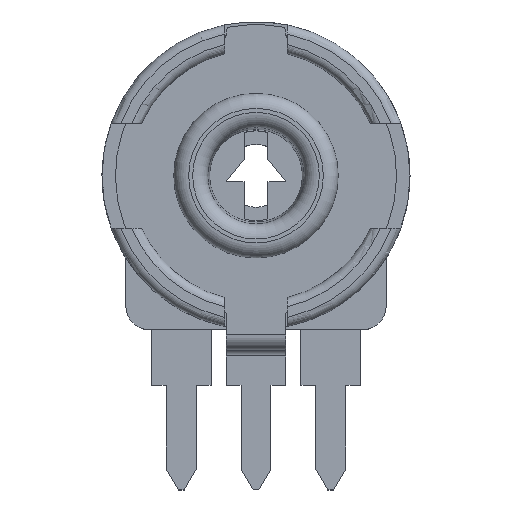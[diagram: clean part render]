
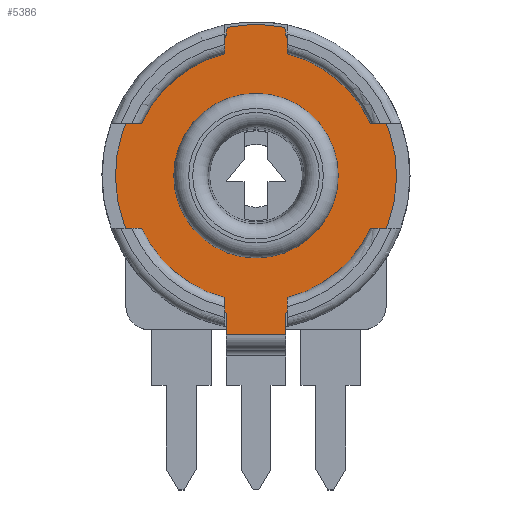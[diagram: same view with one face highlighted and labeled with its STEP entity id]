
A CAD part, top view. The second image highlights one B-rep face of the part: STEP entity #5386.
In plain terms, the highlighted planar face has unit normal (0, 0, 1).
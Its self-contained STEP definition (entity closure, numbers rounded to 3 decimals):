
#53 = AXIS2_PLACEMENT_3D ( 'NONE', #11957, #561, #5054 ) ;
#99 = CARTESIAN_POINT ( 'NONE',  ( 0., 0., 0.3 ) ) ;
#151 = EDGE_LOOP ( 'NONE', ( #8589, #7862, #8133, #4637, #1164, #7899, #10582, #5161, #1169, #3634, #5194, #3979 ) ) ;
#323 = LINE ( 'NONE', #5159, #7697 ) ;
#382 = CARTESIAN_POINT ( 'NONE',  ( 0., 0., 0.3 ) ) ;
#561 = DIRECTION ( 'NONE',  ( 0., 0., -1. ) ) ;
#649 = CIRCLE ( 'NONE', #3815, 5.05 ) ;
#681 = CARTESIAN_POINT ( 'NONE',  ( 2.6, 0., 0.3 ) ) ;
#1118 = EDGE_CURVE ( 'NONE', #2020, #12239, #12604, .T. ) ;
#1119 = DIRECTION ( 'NONE',  ( 1., 0., 0. ) ) ;
#1164 = ORIENTED_EDGE ( 'NONE', *, *, #2751, .T. ) ;
#1169 = ORIENTED_EDGE ( 'NONE', *, *, #12246, .T. ) ;
#1566 = VECTOR ( 'NONE', #2600, 1000. ) ;
#1650 = EDGE_CURVE ( 'NONE', #3249, #8290, #10566, .T. ) ;
#1672 = DIRECTION ( 'NONE',  ( 1., 0., 0. ) ) ;
#1871 = CARTESIAN_POINT ( 'NONE',  ( -0.859, 4.976, 0.3 ) ) ;
#2020 = VERTEX_POINT ( 'NONE', #4723 ) ;
#2203 = CARTESIAN_POINT ( 'NONE',  ( 0.83, 4.809, 0.3 ) ) ;
#2208 = CARTESIAN_POINT ( 'NONE',  ( -1.17, 4.727, 0.3 ) ) ;
#2267 = CARTESIAN_POINT ( 'NONE',  ( -0.83, 4.809, 0.3 ) ) ;
#2316 = DIRECTION ( 'NONE',  ( -1., 0., 0. ) ) ;
#2600 = DIRECTION ( 'NONE',  ( -1., 0., 0. ) ) ;
#2698 = CARTESIAN_POINT ( 'NONE',  ( 1., 4.809, 0.3 ) ) ;
#2751 = EDGE_CURVE ( 'NONE', #12239, #4338, #10600, .T. ) ;
#2882 = CARTESIAN_POINT ( 'NONE',  ( -1., -4.592, 0.3 ) ) ;
#3052 = DIRECTION ( 'NONE',  ( 0., 0., -1. ) ) ;
#3157 = DIRECTION ( 'NONE',  ( 0., 0., 1. ) ) ;
#3239 = DIRECTION ( 'NONE',  ( -1., 0., 0. ) ) ;
#3249 = VERTEX_POINT ( 'NONE', #2882 ) ;
#3297 = DIRECTION ( 'NONE',  ( -1., 0., 0. ) ) ;
#3500 = CIRCLE ( 'NONE', #6715, 0.17 ) ;
#3634 = ORIENTED_EDGE ( 'NONE', *, *, #4374, .T. ) ;
#3738 = CARTESIAN_POINT ( 'NONE',  ( -1.129, 4.562, 0.3 ) ) ;
#3815 = AXIS2_PLACEMENT_3D ( 'NONE', #9069, #3157, #10073 ) ;
#3836 = DIRECTION ( 'NONE',  ( 0., 0., 1. ) ) ;
#3884 = CARTESIAN_POINT ( 'NONE',  ( -1., 4.809, 0.3 ) ) ;
#3979 = ORIENTED_EDGE ( 'NONE', *, *, #1650, .T. ) ;
#4278 = VERTEX_POINT ( 'NONE', #9385 ) ;
#4338 = VERTEX_POINT ( 'NONE', #11480 ) ;
#4374 = EDGE_CURVE ( 'NONE', #7373, #4605, #3500, .T. ) ;
#4502 = EDGE_CURVE ( 'NONE', #4278, #2020, #9836, .T. ) ;
#4533 = VERTEX_POINT ( 'NONE', #9760 ) ;
#4541 = EDGE_CURVE ( 'NONE', #9292, #8290, #12167, .T. ) ;
#4605 = VERTEX_POINT ( 'NONE', #3738 ) ;
#4637 = ORIENTED_EDGE ( 'NONE', *, *, #1118, .T. ) ;
#4723 = CARTESIAN_POINT ( 'NONE',  ( 1.129, 4.562, 0.3 ) ) ;
#4893 = DIRECTION ( 'NONE',  ( 1., 0., 0. ) ) ;
#5013 = VECTOR ( 'NONE', #10093, 1000. ) ;
#5032 = FACE_OUTER_BOUND ( 'NONE', #151, .T. ) ;
#5054 = DIRECTION ( 'NONE',  ( 1., 0., 0. ) ) ;
#5082 = AXIS2_PLACEMENT_3D ( 'NONE', #9801, #3836, #5978 ) ;
#5159 = CARTESIAN_POINT ( 'NONE',  ( 1., -7.8, 0.3 ) ) ;
#5161 = ORIENTED_EDGE ( 'NONE', *, *, #9564, .T. ) ;
#5194 = ORIENTED_EDGE ( 'NONE', *, *, #8961, .T. ) ;
#5304 = CARTESIAN_POINT ( 'NONE',  ( -1., -5.325, 0.3 ) ) ;
#5386 = ADVANCED_FACE ( 'NONE', ( #5032, #7648 ), #11775, .T. ) ;
#5978 = DIRECTION ( 'NONE',  ( 1., 0., 0. ) ) ;
#6312 = CIRCLE ( 'NONE', #8110, 0.17 ) ;
#6518 = AXIS2_PLACEMENT_3D ( 'NONE', #99, #7114, #1119 ) ;
#6715 = AXIS2_PLACEMENT_3D ( 'NONE', #2208, #3052, #2316 ) ;
#6720 = EDGE_CURVE ( 'NONE', #9495, #9495, #9319, .T. ) ;
#7085 = VERTEX_POINT ( 'NONE', #1871 ) ;
#7114 = DIRECTION ( 'NONE',  ( 0., 0., 1. ) ) ;
#7217 = ORIENTED_EDGE ( 'NONE', *, *, #6720, .F. ) ;
#7373 = VERTEX_POINT ( 'NONE', #8649 ) ;
#7648 = FACE_BOUND ( 'NONE', #11738, .T. ) ;
#7697 = VECTOR ( 'NONE', #8135, 1000. ) ;
#7734 = DIRECTION ( 'NONE',  ( 0., 1., 0. ) ) ;
#7862 = ORIENTED_EDGE ( 'NONE', *, *, #10907, .T. ) ;
#7899 = ORIENTED_EDGE ( 'NONE', *, *, #12654, .T. ) ;
#7961 = DIRECTION ( 'NONE',  ( 0., -1., 0. ) ) ;
#8095 = VERTEX_POINT ( 'NONE', #3884 ) ;
#8110 = AXIS2_PLACEMENT_3D ( 'NONE', #2267, #9216, #3297 ) ;
#8133 = ORIENTED_EDGE ( 'NONE', *, *, #4502, .T. ) ;
#8135 = DIRECTION ( 'NONE',  ( 0., 1., 0. ) ) ;
#8290 = VERTEX_POINT ( 'NONE', #5304 ) ;
#8479 = AXIS2_PLACEMENT_3D ( 'NONE', #2203, #9143, #3239 ) ;
#8589 = ORIENTED_EDGE ( 'NONE', *, *, #4541, .F. ) ;
#8649 = CARTESIAN_POINT ( 'NONE',  ( -1., 4.727, 0.3 ) ) ;
#8841 = CARTESIAN_POINT ( 'NONE',  ( 1., 4.727, 0.3 ) ) ;
#8961 = EDGE_CURVE ( 'NONE', #4605, #3249, #9419, .T. ) ;
#9069 = CARTESIAN_POINT ( 'NONE',  ( 0., 0., 0.3 ) ) ;
#9143 = DIRECTION ( 'NONE',  ( 0., 0., 1. ) ) ;
#9200 = DIRECTION ( 'NONE',  ( 0., 0., 1. ) ) ;
#9216 = DIRECTION ( 'NONE',  ( 0., 0., 1. ) ) ;
#9292 = VERTEX_POINT ( 'NONE', #9713 ) ;
#9319 = CIRCLE ( 'NONE', #5082, 2.6 ) ;
#9385 = CARTESIAN_POINT ( 'NONE',  ( 1., -4.592, 0.3 ) ) ;
#9419 = CIRCLE ( 'NONE', #6518, 4.7 ) ;
#9495 = VERTEX_POINT ( 'NONE', #681 ) ;
#9564 = EDGE_CURVE ( 'NONE', #7085, #8095, #6312, .T. ) ;
#9713 = CARTESIAN_POINT ( 'NONE',  ( 1., -5.325, 0.3 ) ) ;
#9760 = CARTESIAN_POINT ( 'NONE',  ( 0.859, 4.976, 0.3 ) ) ;
#9801 = CARTESIAN_POINT ( 'NONE',  ( 0., 0., 0.3 ) ) ;
#9836 = CIRCLE ( 'NONE', #12046, 4.7 ) ;
#10073 = DIRECTION ( 'NONE',  ( 1., 0., 0. ) ) ;
#10093 = DIRECTION ( 'NONE',  ( 0., -1., 0. ) ) ;
#10271 = CIRCLE ( 'NONE', #8479, 0.17 ) ;
#10293 = VECTOR ( 'NONE', #7734, 1000. ) ;
#10443 = VECTOR ( 'NONE', #7961, 1000. ) ;
#10566 = LINE ( 'NONE', #10583, #5013 ) ;
#10582 = ORIENTED_EDGE ( 'NONE', *, *, #10858, .T. ) ;
#10583 = CARTESIAN_POINT ( 'NONE',  ( -1., -7.8, 0.3 ) ) ;
#10600 = LINE ( 'NONE', #2698, #10293 ) ;
#10750 = LINE ( 'NONE', #12886, #10443 ) ;
#10858 = EDGE_CURVE ( 'NONE', #4533, #7085, #649, .T. ) ;
#10887 = CARTESIAN_POINT ( 'NONE',  ( 0.33, -5.325, 0.3 ) ) ;
#10907 = EDGE_CURVE ( 'NONE', #9292, #4278, #323, .T. ) ;
#11372 = AXIS2_PLACEMENT_3D ( 'NONE', #11734, #11608, #1672 ) ;
#11480 = CARTESIAN_POINT ( 'NONE',  ( 1., 4.809, 0.3 ) ) ;
#11608 = DIRECTION ( 'NONE',  ( 0., 0., 1. ) ) ;
#11734 = CARTESIAN_POINT ( 'NONE',  ( 0.33, -10.562, 0.3 ) ) ;
#11738 = EDGE_LOOP ( 'NONE', ( #7217 ) ) ;
#11775 = PLANE ( 'NONE',  #11372 ) ;
#11957 = CARTESIAN_POINT ( 'NONE',  ( 1.17, 4.727, 0.3 ) ) ;
#12046 = AXIS2_PLACEMENT_3D ( 'NONE', #382, #9200, #4893 ) ;
#12167 = LINE ( 'NONE', #10887, #1566 ) ;
#12239 = VERTEX_POINT ( 'NONE', #8841 ) ;
#12246 = EDGE_CURVE ( 'NONE', #8095, #7373, #10750, .T. ) ;
#12604 = CIRCLE ( 'NONE', #53, 0.17 ) ;
#12654 = EDGE_CURVE ( 'NONE', #4338, #4533, #10271, .T. ) ;
#12886 = CARTESIAN_POINT ( 'NONE',  ( -1., 4.809, 0.3 ) ) ;
